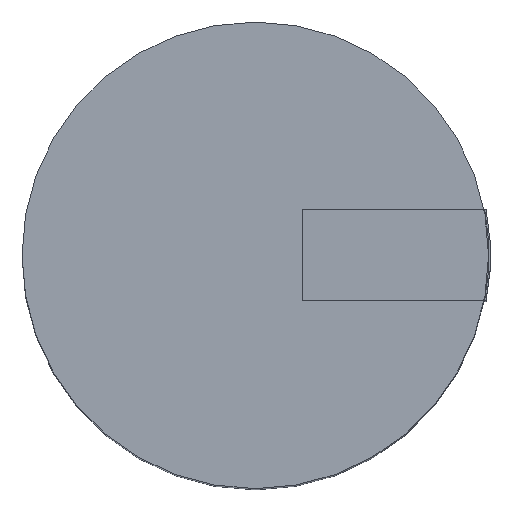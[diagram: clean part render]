
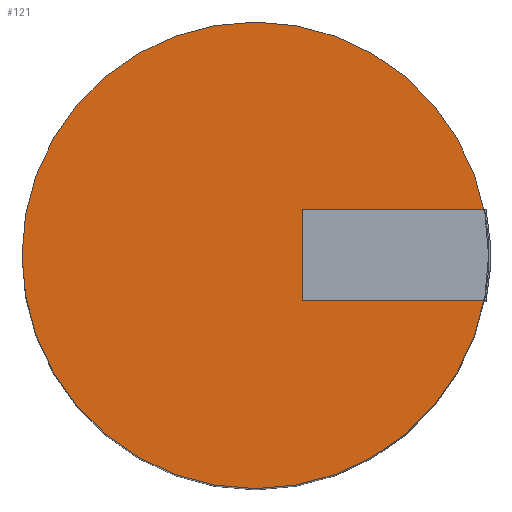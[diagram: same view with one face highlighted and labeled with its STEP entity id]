
A CAD part, top view. The second image highlights one B-rep face of the part: STEP entity #121.
In plain terms, the highlighted planar face has unit normal (0, 0, 1).
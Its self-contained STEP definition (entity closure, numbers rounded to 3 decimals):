
#1 = DIRECTION ( 'NONE',  ( 1., 0., 0. ) ) ;
#5 = DIRECTION ( 'NONE',  ( 1., 0., 0. ) ) ;
#9 = DIRECTION ( 'NONE',  ( 0., 0., 1. ) ) ;
#84 = DIRECTION ( 'NONE',  ( 0., 0., 1. ) ) ;
#121 = ADVANCED_FACE ( 'NONE', ( #224 ), #488, .T. ) ;
#131 = EDGE_CURVE ( 'NONE', #142, #261, #405, .T. ) ;
#142 = VERTEX_POINT ( 'NONE', #238 ) ;
#177 = ORIENTED_EDGE ( 'NONE', *, *, #264, .T. ) ;
#184 = DIRECTION ( 'NONE',  ( 1., 0., 0. ) ) ;
#213 = DIRECTION ( 'NONE',  ( 0., 0., 1. ) ) ;
#224 = FACE_OUTER_BOUND ( 'NONE', #584, .T. ) ;
#232 = CARTESIAN_POINT ( 'NONE',  ( 1.75, 0., 13.005 ) ) ;
#238 = CARTESIAN_POINT ( 'NONE',  ( -2.504, 0., 13.005 ) ) ;
#261 = VERTEX_POINT ( 'NONE', #317 ) ;
#264 = EDGE_CURVE ( 'NONE', #261, #142, #519, .T. ) ;
#298 = AXIS2_PLACEMENT_3D ( 'NONE', #433, #213, #5 ) ;
#317 = CARTESIAN_POINT ( 'NONE',  ( 6.004, 0., 13.005 ) ) ;
#354 = CARTESIAN_POINT ( 'NONE',  ( 1.75, 0., 13.005 ) ) ;
#372 = AXIS2_PLACEMENT_3D ( 'NONE', #354, #84, #1 ) ;
#387 = AXIS2_PLACEMENT_3D ( 'NONE', #232, #9, #184 ) ;
#405 = CIRCLE ( 'NONE', #298, 4.254 ) ;
#433 = CARTESIAN_POINT ( 'NONE',  ( 1.75, 0., 13.005 ) ) ;
#488 = PLANE ( 'NONE',  #372 ) ;
#500 = ORIENTED_EDGE ( 'NONE', *, *, #131, .T. ) ;
#519 = CIRCLE ( 'NONE', #387, 4.254 ) ;
#584 = EDGE_LOOP ( 'NONE', ( #177, #500 ) ) ;
